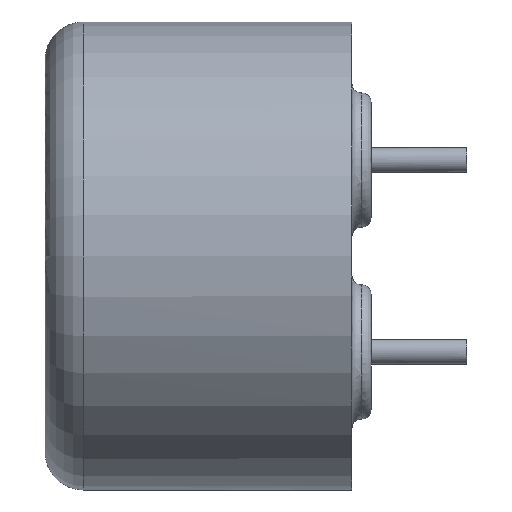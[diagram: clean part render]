
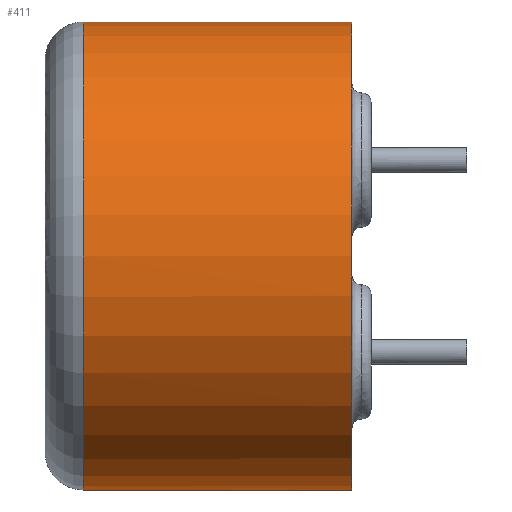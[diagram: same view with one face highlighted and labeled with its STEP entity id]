
A CAD part, left-side view. The second image highlights one B-rep face of the part: STEP entity #411.
In plain terms, the highlighted cylindrical face has radius 6.1 mm (diameter 12.2 mm), a partial arc.
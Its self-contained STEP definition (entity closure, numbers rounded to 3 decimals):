
#365=CARTESIAN_POINT('',(0.0,7.0,6.1));
#366=VERTEX_POINT('',#365);
#367=CARTESIAN_POINT('',(0.0,0.0,6.1));
#368=VERTEX_POINT('',#367);
#369=CARTESIAN_POINT('',(0.0,7.0,6.1));
#370=DIRECTION('',(0.0,-1.0,0.0));
#371=VECTOR('',#370,1.0);
#372=LINE('',#369,#371);
#373=EDGE_CURVE('n� 396',#366,#368,#372,.T.);
#374=ORIENTED_EDGE('n� 388',*,*,#373,.F.);
#375=CARTESIAN_POINT('',(-0.0,7.0,-6.1));
#376=VERTEX_POINT('',#375);
#377=CARTESIAN_POINT('',(0.0,7.0,0.0));
#378=DIRECTION('',(0.0,-1.0,0.0));
#379=DIRECTION('',(0.0,0.0,1.0));
#380=AXIS2_PLACEMENT_3D('',#377,#378,#379);
#381=CIRCLE('',#380,6.1);
#382=EDGE_CURVE('n� 404',#366,#376,#381,.T.);
#383=ORIENTED_EDGE('n� 397',*,*,#382,.T.);
#384=CARTESIAN_POINT('',(-0.0,0.0,-6.1));
#385=VERTEX_POINT('',#384);
#386=CARTESIAN_POINT('',(-0.0,7.0,-6.1));
#387=DIRECTION('',(0.0,-1.0,0.0));
#388=VECTOR('',#387,1.0);
#389=LINE('',#386,#388);
#390=EDGE_CURVE('n� 411',#376,#385,#389,.T.);
#391=ORIENTED_EDGE('n� 405',*,*,#390,.T.);
#392=CARTESIAN_POINT('',(-0.0,0.0,6.1));
#393=CARTESIAN_POINT('',(-1.916,0.0,6.099));
#394=CARTESIAN_POINT('',(-3.835,0.0,5.351));
#395=CARTESIAN_POINT('',(-5.349,0.0,3.834));
#396=CARTESIAN_POINT('',(-6.851,0.0,-0.0));
#397=CARTESIAN_POINT('',(-5.349,0.0,-3.834));
#398=CARTESIAN_POINT('',(-3.835,0.0,-5.351));
#399=CARTESIAN_POINT('',(-1.916,0.0,-6.099));
#400=CARTESIAN_POINT('',(0.0,0.0,-6.1));
#401=B_SPLINE_CURVE_WITH_KNOTS('',5,(#392,#393,#394,#395,#396,#397,#398,#399,#400),.UNSPECIFIED.,.F.,.U.,
 (6,3,6),(0.0,0.5,1.0),.UNSPECIFIED.);
#402=EDGE_CURVE('n� 417',#368,#385,#401,.T.);
#403=ORIENTED_EDGE('n� 412',*,*,#402,.F.);
#404=EDGE_LOOP('',(#374,#383,#391,#403));
#405=FACE_OUTER_BOUND('',#404,.T.);
#406=CARTESIAN_POINT('',(0.0,8.0,0.0));
#407=DIRECTION('',(0.0,-1.0,0.0));
#408=DIRECTION('',(1.0,0.0,-0.0));
#409=AXIS2_PLACEMENT_3D('',#406,#407,#408);
#410=CYLINDRICAL_SURFACE('',#409,6.1);
#411=ADVANCED_FACE('n� 419',(#405),#410,.T.);
